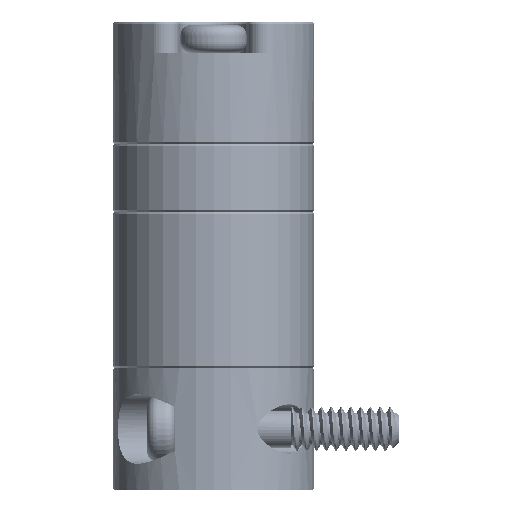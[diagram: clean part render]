
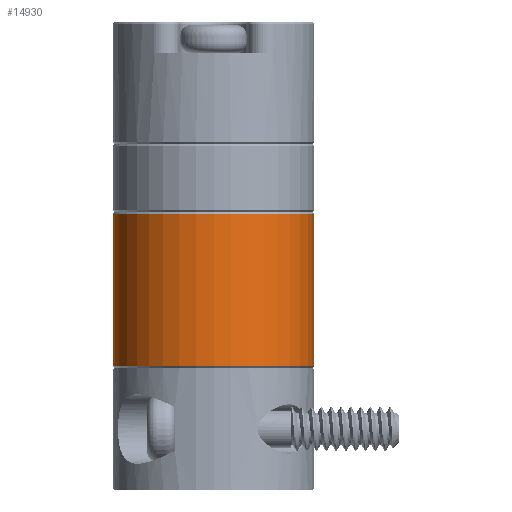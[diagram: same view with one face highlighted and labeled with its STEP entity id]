
A CAD part, left-side view. The second image highlights one B-rep face of the part: STEP entity #14930.
In plain terms, the highlighted cylindrical face has radius 6.5 mm (diameter 13 mm), a partial arc.
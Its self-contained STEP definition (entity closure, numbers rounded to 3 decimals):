
#825 = EDGE_CURVE ( 'NONE', #21374, #38403, #10197, .T. ) ;
#856 = DIRECTION ( 'NONE',  ( 0., 0., 1. ) ) ;
#2328 = CARTESIAN_POINT ( 'NONE',  ( 12.25, -6.5, -0.1 ) ) ;
#2786 = DIRECTION ( 'NONE',  ( 1., 0., 0. ) ) ;
#2864 = AXIS2_PLACEMENT_3D ( 'NONE', #21959, #5179, #31826 ) ;
#5179 = DIRECTION ( 'NONE',  ( 0., 0., 1. ) ) ;
#5404 = DIRECTION ( 'NONE',  ( 0., 0., -1. ) ) ;
#9033 = CYLINDRICAL_SURFACE ( 'NONE', #20578, 6.5 ) ;
#9479 = CARTESIAN_POINT ( 'NONE',  ( 12.25, 0., -4.4 ) ) ;
#9749 = CARTESIAN_POINT ( 'NONE',  ( 12.25, 6.5, -4.4 ) ) ;
#9750 = CARTESIAN_POINT ( 'NONE',  ( 12.25, 6.5, -0.1 ) ) ;
#10197 = LINE ( 'NONE', #9749, #22561 ) ;
#10958 = CARTESIAN_POINT ( 'NONE',  ( 12.25, 6.5, -10. ) ) ;
#12123 = ORIENTED_EDGE ( 'NONE', *, *, #33278, .T. ) ;
#13489 = FACE_OUTER_BOUND ( 'NONE', #26215, .T. ) ;
#14930 = ADVANCED_FACE ( 'NONE', ( #13489 ), #9033, .T. ) ;
#20462 = VERTEX_POINT ( 'NONE', #2328 ) ;
#20578 = AXIS2_PLACEMENT_3D ( 'NONE', #9479, #26499, #2786 ) ;
#21374 = VERTEX_POINT ( 'NONE', #10958 ) ;
#21959 = CARTESIAN_POINT ( 'NONE',  ( 12.25, 0., -10. ) ) ;
#22561 = VECTOR ( 'NONE', #40162, 1000. ) ;
#23447 = LINE ( 'NONE', #37058, #40644 ) ;
#24267 = CIRCLE ( 'NONE', #39195, 6.5 ) ;
#25609 = ORIENTED_EDGE ( 'NONE', *, *, #35271, .T. ) ;
#26215 = EDGE_LOOP ( 'NONE', ( #38636, #25609, #27650, #12123 ) ) ;
#26499 = DIRECTION ( 'NONE',  ( 0., 0., 1. ) ) ;
#27170 = CIRCLE ( 'NONE', #2864, 6.5 ) ;
#27650 = ORIENTED_EDGE ( 'NONE', *, *, #825, .T. ) ;
#27979 = VERTEX_POINT ( 'NONE', #32622 ) ;
#31826 = DIRECTION ( 'NONE',  ( -1., 0., 0. ) ) ;
#32622 = CARTESIAN_POINT ( 'NONE',  ( 12.25, -6.5, -10. ) ) ;
#33278 = EDGE_CURVE ( 'NONE', #38403, #20462, #24267, .T. ) ;
#34125 = EDGE_CURVE ( 'NONE', #27979, #20462, #23447, .T. ) ;
#35271 = EDGE_CURVE ( 'NONE', #27979, #21374, #27170, .T. ) ;
#35609 = DIRECTION ( 'NONE',  ( 1., 0., 0. ) ) ;
#37058 = CARTESIAN_POINT ( 'NONE',  ( 12.25, -6.5, -4.4 ) ) ;
#38403 = VERTEX_POINT ( 'NONE', #9750 ) ;
#38636 = ORIENTED_EDGE ( 'NONE', *, *, #34125, .F. ) ;
#38724 = CARTESIAN_POINT ( 'NONE',  ( 12.25, 0., -0.1 ) ) ;
#39195 = AXIS2_PLACEMENT_3D ( 'NONE', #38724, #5404, #35609 ) ;
#40162 = DIRECTION ( 'NONE',  ( 0., 0., 1. ) ) ;
#40644 = VECTOR ( 'NONE', #856, 1000. ) ;
